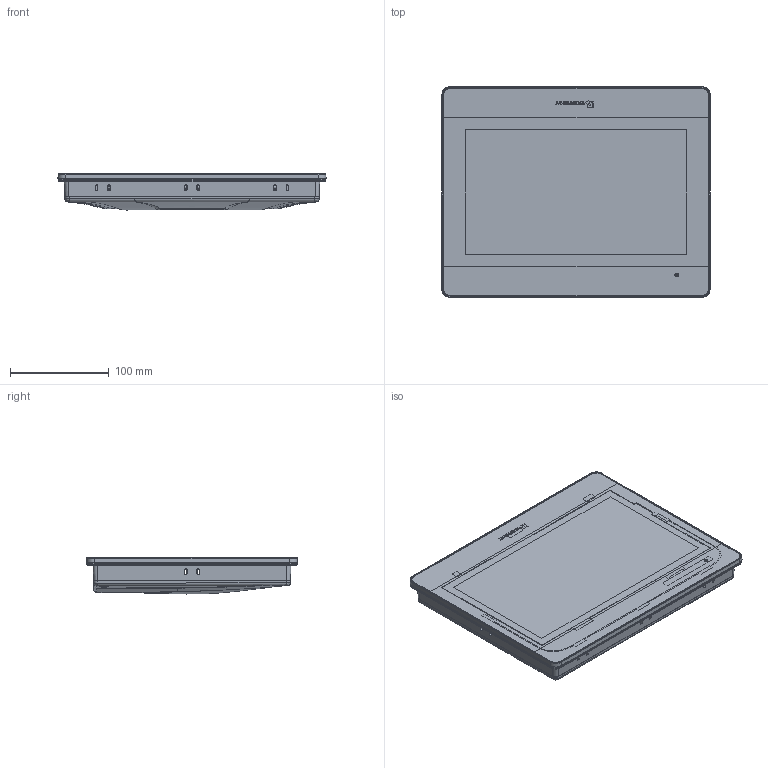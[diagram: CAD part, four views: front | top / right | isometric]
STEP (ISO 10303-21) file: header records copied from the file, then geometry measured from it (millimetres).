
FILE_DESCRIPTION (( 'STEP AP214' ), '1' );
FILE_NAME ('MT8106iP.STEP', '2023-05-17T08:56:28', ( '' ), ( '' ), 'SwSTEP 2.0', 'SolidWorks 2019', '' );
FILE_SCHEMA (( 'AUTOMOTIVE_DESIGN' ));
Length unit declared in the file: millimetre
Products named in the file (1): MT8106iP
Bounding box: 270.93 x 212.93 x 36.39 mm (x, y, z)
Surface area: 232811 mm2 (no closed solid volume)
Topology: 0 solids, 42 shells, 915 faces, 3742 edges, 2818 vertices
Faces by surface type: plane 364, cylinder 223, bspline 133, cone 123, torus 52, sphere 20
Entity records: 65225 total; most frequent: CARTESIAN_POINT 27153, ORIENTED_EDGE 5567, DIRECTION 5011, EDGE_CURVE 3703, VERTEX_POINT 2800, LINE 2151, VECTOR 2151, AXIS2_PLACEMENT_3D 1430
